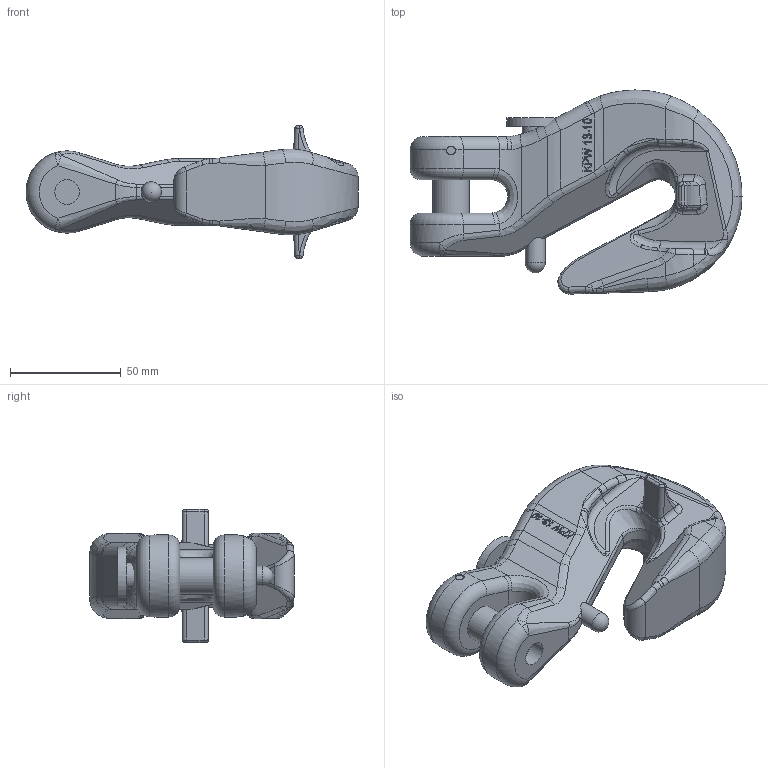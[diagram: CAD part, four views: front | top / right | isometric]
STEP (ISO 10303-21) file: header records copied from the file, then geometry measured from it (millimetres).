
FILE_DESCRIPTION(/* description */ (''),/* implementation_level */ '2;1');
FILE_NAME(/* name */ 'pewag_KPSW_13.stp',/* time_stamp */ '2022-06-29T13:36:10+02:00',/* author */ (''),/* organization */ (''),/* preprocessor_version */ 'ST-DEVELOPER v16',/* originating_system */ 'SIEMENS PLM Software NX 11.0',/* authorisation */ '');
FILE_SCHEMA (('AUTOMOTIVE_DESIGN { 1 0 10303 214 3 1 1 1 }'));
Length unit declared in the file: millimetre
Products named in the file (1): KSE44B0A9CF4nyv
Bounding box: 149.65 x 92 x 60 mm (x, y, z)
Volume: 229522.7 mm3; surface area: 41394.4 mm2
Topology: 4 solids, 4 shells, 458 faces, 1101 edges, 666 vertices
Faces by surface type: bspline 176, plane 135, cylinder 74, extrusion 59, torus 12, sphere 1, cone 1
Full cylindrical faces by diameter (mm): 4 x3, 6 x1, 6.2 x1, 9 x1, 9.2 x1, 11 x1, 12 x1, 16.3 x3, 26 x1
Entity records: 20709 total; most frequent: CARTESIAN_POINT 11697, ORIENTED_EDGE 2142, DIRECTION 1296, EDGE_CURVE 1071, VERTEX_POINT 658, B_SPLINE_CURVE_WITH_KNOTS 604, EDGE_LOOP 505, AXIS2_PLACEMENT_3D 499
